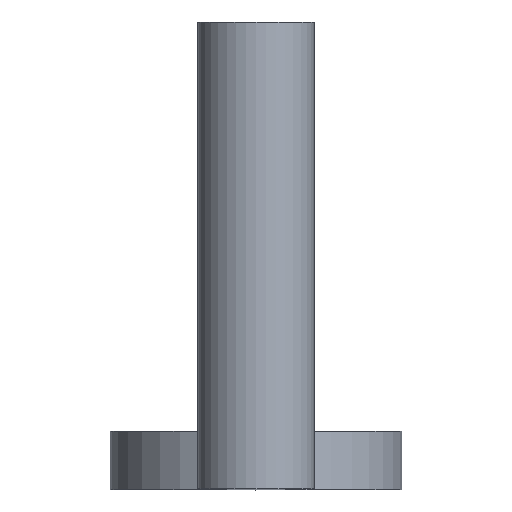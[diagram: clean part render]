
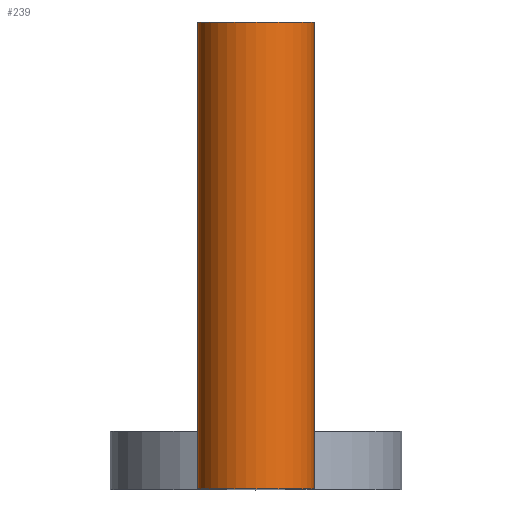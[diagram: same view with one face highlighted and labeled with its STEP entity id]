
A CAD part, top view. The second image highlights one B-rep face of the part: STEP entity #239.
In plain terms, the highlighted cylindrical face has radius 2 mm (diameter 4 mm), a full revolution.
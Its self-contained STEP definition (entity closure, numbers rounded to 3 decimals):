
#32=CARTESIAN_POINT('',(1.,0.,-1.732));
#33=VERTEX_POINT('',#32);
#50=CARTESIAN_POINT('',(1.,2.,-1.732));
#51=VERTEX_POINT('',#50);
#58=CARTESIAN_POINT('',(1.,2.,-1.732));
#59=DIRECTION('',(0.,-1.,0.));
#60=VECTOR('',#59,2.);
#61=LINE('',#58,#60);
#62=EDGE_CURVE('',#51,#33,#61,.T.);
#140=CARTESIAN_POINT('',(-1.,0.,-1.732));
#141=VERTEX_POINT('',#140);
#148=CARTESIAN_POINT('',(-1.,2.,-1.732));
#149=VERTEX_POINT('',#148);
#150=CARTESIAN_POINT('',(-1.,2.,-1.732));
#151=DIRECTION('',(0.,-1.,0.));
#152=VECTOR('',#151,2.);
#153=LINE('',#150,#152);
#154=EDGE_CURVE('',#149,#141,#153,.T.);
#173=CARTESIAN_POINT('',(0.,2.,0.));
#174=DIRECTION('',(0.,-1.,0.));
#175=DIRECTION('',(0.,0.,-1.));
#176=AXIS2_PLACEMENT_3D('',#173,#174,#175);
#177=CYLINDRICAL_SURFACE('',#176,2.);
#178=CARTESIAN_POINT('',(0.,2.,-2.));
#179=VERTEX_POINT('',#178);
#180=CARTESIAN_POINT('',(0.,16.,-2.));
#181=VERTEX_POINT('',#180);
#182=CARTESIAN_POINT('',(0.,2.,-2.));
#183=DIRECTION('',(-0.,1.,-0.));
#184=VECTOR('',#183,14.);
#185=LINE('',#182,#184);
#186=EDGE_CURVE('',#179,#181,#185,.T.);
#187=ORIENTED_EDGE('',*,*,#186,.T.);
#188=CARTESIAN_POINT('',(-2.,16.,0.));
#189=VERTEX_POINT('',#188);
#190=CARTESIAN_POINT('',(0.,16.,0.));
#191=DIRECTION('',(0.,1.,0.));
#192=DIRECTION('',(-1.,0.,0.));
#193=AXIS2_PLACEMENT_3D('',#190,#191,#192);
#194=CIRCLE('',#193,2.);
#195=EDGE_CURVE('',#189,#181,#194,.T.);
#196=ORIENTED_EDGE('',*,*,#195,.F.);
#197=CARTESIAN_POINT('',(-2.,2.,0.));
#198=VERTEX_POINT('',#197);
#199=CARTESIAN_POINT('',(-2.,16.,0.));
#200=DIRECTION('',(0.,-1.,0.));
#201=VECTOR('',#200,14.);
#202=LINE('',#199,#201);
#203=EDGE_CURVE('',#189,#198,#202,.T.);
#204=ORIENTED_EDGE('',*,*,#203,.T.);
#205=ORIENTED_EDGE('',*,*,#203,.F.);
#206=CARTESIAN_POINT('',(0.,16.,0.));
#207=DIRECTION('',(0.,1.,0.));
#208=DIRECTION('',(-1.,0.,0.));
#209=AXIS2_PLACEMENT_3D('',#206,#207,#208);
#210=CIRCLE('',#209,2.);
#211=EDGE_CURVE('',#181,#189,#210,.T.);
#212=ORIENTED_EDGE('',*,*,#211,.F.);
#213=ORIENTED_EDGE('',*,*,#186,.F.);
#214=CARTESIAN_POINT('',(0.,2.,0.));
#215=DIRECTION('',(-0.,-1.,-0.));
#216=DIRECTION('',(0.,-0.,1.));
#217=AXIS2_PLACEMENT_3D('',#214,#215,#216);
#218=CIRCLE('',#217,2.);
#219=EDGE_CURVE('',#149,#179,#218,.T.);
#220=ORIENTED_EDGE('',*,*,#219,.F.);
#221=ORIENTED_EDGE('',*,*,#154,.T.);
#222=CARTESIAN_POINT('',(0.,0.,0.));
#223=DIRECTION('',(0.,1.,0.));
#224=DIRECTION('',(-1.,0.,0.));
#225=AXIS2_PLACEMENT_3D('',#222,#223,#224);
#226=CIRCLE('',#225,2.);
#227=EDGE_CURVE('',#141,#33,#226,.T.);
#228=ORIENTED_EDGE('',*,*,#227,.T.);
#229=ORIENTED_EDGE('',*,*,#62,.F.);
#230=CARTESIAN_POINT('',(0.,2.,0.));
#231=DIRECTION('',(-0.,-1.,-0.));
#232=DIRECTION('',(0.,-0.,1.));
#233=AXIS2_PLACEMENT_3D('',#230,#231,#232);
#234=CIRCLE('',#233,2.);
#235=EDGE_CURVE('',#179,#51,#234,.T.);
#236=ORIENTED_EDGE('',*,*,#235,.F.);
#237=EDGE_LOOP('',(#187,#196,#204,#205,#212,#213,#220,#221,#228,#229,#236));
#238=FACE_BOUND('',#237,.T.);
#239=ADVANCED_FACE('',(#238),#177,.T.);
